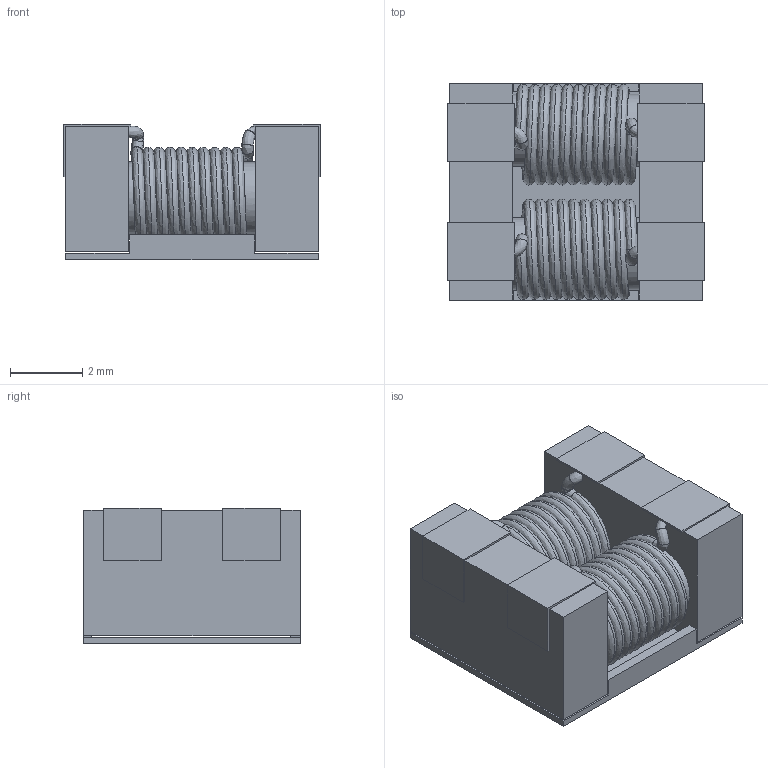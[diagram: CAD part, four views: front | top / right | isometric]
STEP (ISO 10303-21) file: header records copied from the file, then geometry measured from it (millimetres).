
FILE_DESCRIPTION(/* description */ ('Unknown'),/* implementation_level */ '2;1');
FILE_NAME(/* name */ 'HA204',/* time_stamp */ '2021-12-28T11:40:17+08:00',/* author */ ('Unknown'),/* organization */ ('Unknown'),/* preprocessor_version */ 'ST-DEVELOPER v16.7',/* originating_system */ 'Solid Edge',/* authorisation */ 'Unknown');
FILE_SCHEMA (('AUTOMOTIVE_DESIGN {1 0 10303 214 3 1 1}'));
Length unit declared in the file: millimetre
Products named in the file (1): HA204
Bounding box: 7.1 x 6 x 3.75 mm (x, y, z)
Volume: 116.8 mm3; surface area: 401.2 mm2
Topology: 2 solids, 2 shells, 119 faces, 406 edges, 266 vertices
Faces by surface type: plane 74, bspline 43, cylinder 2
Full cylindrical faces by diameter (mm): 2 x2
Entity records: 16709 total; most frequent: CARTESIAN_POINT 12940, ORIENTED_EDGE 766, EDGE_CURVE 383, DIRECTION 356, VERTEX_POINT 257, LINE 188, VECTOR 188, EDGE_LOOP 162
